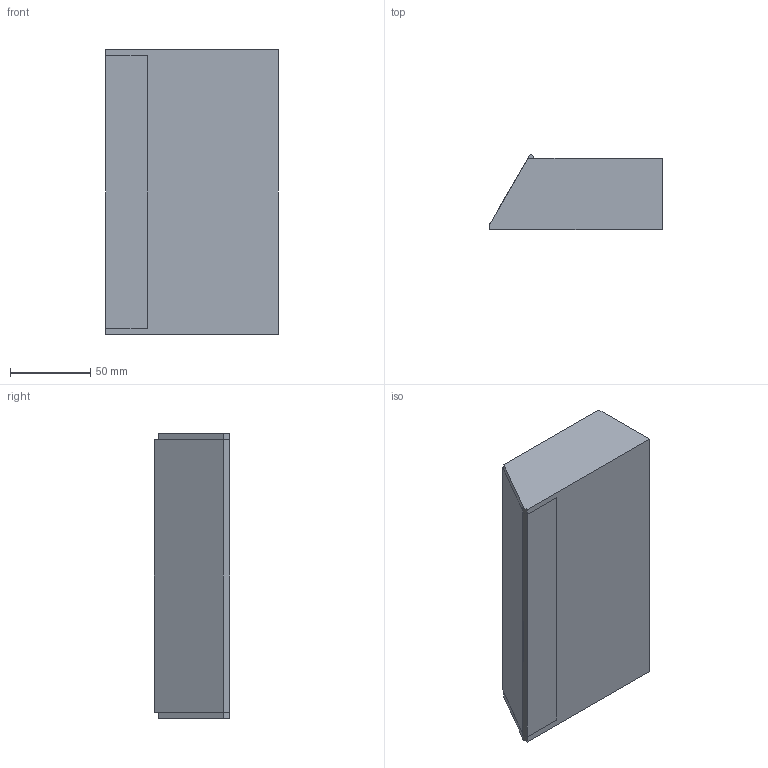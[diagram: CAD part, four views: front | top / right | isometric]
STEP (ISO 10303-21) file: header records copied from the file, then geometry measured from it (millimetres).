
FILE_DESCRIPTION(/* description */ (''),/* implementation_level */ '2;1');
FILE_NAME(/* name */ 'StratuxHUD_Holder.step',/* time_stamp */ '2018-03-26T16:25:21-07:00',/* author */ ('john.marzulli'),/* organization */ (''),/* preprocessor_version */ 'ST-DEVELOPER v16.13',/* originating_system */ 'Autodesk Translation Framework v6.5.0.72',/* authorisation */ '');
FILE_SCHEMA (('AUTOMOTIVE_DESIGN { 1 0 10303 214 3 1 1 }'));
Length unit declared in the file: inch
Products named in the file (1): HUD Holder
Bounding box: 107.95 x 46.9 x 177.8 mm (x, y, z)
Volume: 176801.4 mm3; surface area: 104361.2 mm2
Topology: 3 solids, 3 shells, 69 faces, 190 edges, 126 vertices
Faces by surface type: plane 69
Entity records: 2207 total; most frequent: CARTESIAN_POINT 391, ORIENTED_EDGE 384, DIRECTION 332, LINE 192, VECTOR 192, EDGE_CURVE 192, VERTEX_POINT 129, EDGE_LOOP 71
